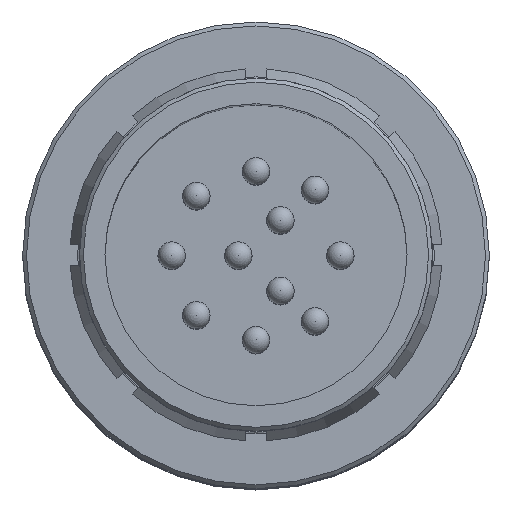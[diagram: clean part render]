
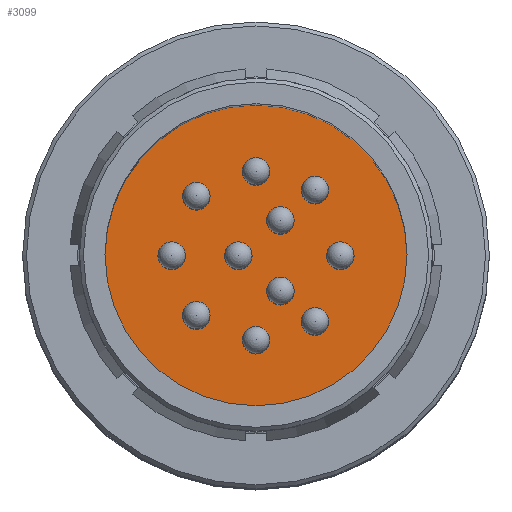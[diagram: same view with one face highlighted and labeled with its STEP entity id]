
A CAD part, top view. The second image highlights one B-rep face of the part: STEP entity #3099.
In plain terms, the highlighted planar face has unit normal (0, 0, 1).
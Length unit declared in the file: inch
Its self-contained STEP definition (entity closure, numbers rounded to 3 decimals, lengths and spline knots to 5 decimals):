
#115=FACE_BOUND('',#498,.T.);
#116=FACE_BOUND('',#499,.T.);
#117=FACE_BOUND('',#500,.T.);
#118=FACE_BOUND('',#501,.T.);
#119=FACE_BOUND('',#502,.T.);
#120=FACE_BOUND('',#503,.T.);
#121=FACE_BOUND('',#504,.T.);
#122=FACE_BOUND('',#505,.T.);
#123=FACE_BOUND('',#506,.T.);
#124=FACE_BOUND('',#507,.T.);
#125=FACE_BOUND('',#508,.T.);
#161=PLANE('',#3393);
#293=FACE_OUTER_BOUND('',#497,.T.);
#497=EDGE_LOOP('',(#2175));
#498=EDGE_LOOP('',(#2176));
#499=EDGE_LOOP('',(#2177));
#500=EDGE_LOOP('',(#2178));
#501=EDGE_LOOP('',(#2179));
#502=EDGE_LOOP('',(#2180));
#503=EDGE_LOOP('',(#2181));
#504=EDGE_LOOP('',(#2182));
#505=EDGE_LOOP('',(#2183));
#506=EDGE_LOOP('',(#2184));
#507=EDGE_LOOP('',(#2185));
#508=EDGE_LOOP('',(#2186));
#1022=CIRCLE('',#3329,0.0175);
#1026=CIRCLE('',#3335,0.0175);
#1030=CIRCLE('',#3341,0.0175);
#1034=CIRCLE('',#3347,0.0175);
#1038=CIRCLE('',#3353,0.0175);
#1042=CIRCLE('',#3359,0.0175);
#1046=CIRCLE('',#3365,0.0175);
#1050=CIRCLE('',#3371,0.0175);
#1054=CIRCLE('',#3377,0.0175);
#1058=CIRCLE('',#3383,0.0175);
#1062=CIRCLE('',#3389,0.0175);
#1064=CIRCLE('',#3392,0.1925);
#1249=VERTEX_POINT('',#4801);
#1253=VERTEX_POINT('',#4812);
#1257=VERTEX_POINT('',#4823);
#1261=VERTEX_POINT('',#4834);
#1265=VERTEX_POINT('',#4845);
#1269=VERTEX_POINT('',#4856);
#1273=VERTEX_POINT('',#4867);
#1277=VERTEX_POINT('',#4878);
#1281=VERTEX_POINT('',#4889);
#1285=VERTEX_POINT('',#4900);
#1289=VERTEX_POINT('',#4911);
#1291=VERTEX_POINT('',#4917);
#1572=EDGE_CURVE('',#1249,#1249,#1022,.T.);
#1577=EDGE_CURVE('',#1253,#1253,#1026,.T.);
#1582=EDGE_CURVE('',#1257,#1257,#1030,.T.);
#1587=EDGE_CURVE('',#1261,#1261,#1034,.T.);
#1592=EDGE_CURVE('',#1265,#1265,#1038,.T.);
#1597=EDGE_CURVE('',#1269,#1269,#1042,.T.);
#1602=EDGE_CURVE('',#1273,#1273,#1046,.T.);
#1607=EDGE_CURVE('',#1277,#1277,#1050,.T.);
#1612=EDGE_CURVE('',#1281,#1281,#1054,.T.);
#1617=EDGE_CURVE('',#1285,#1285,#1058,.T.);
#1622=EDGE_CURVE('',#1289,#1289,#1062,.T.);
#1626=EDGE_CURVE('',#1291,#1291,#1064,.T.);
#2175=ORIENTED_EDGE('',*,*,#1626,.T.);
#2176=ORIENTED_EDGE('',*,*,#1617,.F.);
#2177=ORIENTED_EDGE('',*,*,#1612,.F.);
#2178=ORIENTED_EDGE('',*,*,#1607,.F.);
#2179=ORIENTED_EDGE('',*,*,#1602,.F.);
#2180=ORIENTED_EDGE('',*,*,#1597,.F.);
#2181=ORIENTED_EDGE('',*,*,#1622,.F.);
#2182=ORIENTED_EDGE('',*,*,#1592,.F.);
#2183=ORIENTED_EDGE('',*,*,#1587,.F.);
#2184=ORIENTED_EDGE('',*,*,#1582,.F.);
#2185=ORIENTED_EDGE('',*,*,#1577,.F.);
#2186=ORIENTED_EDGE('',*,*,#1572,.F.);
#3099=ADVANCED_FACE('',(#293,#115,#116,#117,#118,#119,#120,#121,#122,#123,
#124,#125),#161,.F.);
#3329=AXIS2_PLACEMENT_3D('',#4802,#3860,#3861);
#3335=AXIS2_PLACEMENT_3D('',#4813,#3873,#3874);
#3341=AXIS2_PLACEMENT_3D('',#4824,#3886,#3887);
#3347=AXIS2_PLACEMENT_3D('',#4835,#3899,#3900);
#3353=AXIS2_PLACEMENT_3D('',#4846,#3912,#3913);
#3359=AXIS2_PLACEMENT_3D('',#4857,#3925,#3926);
#3365=AXIS2_PLACEMENT_3D('',#4868,#3938,#3939);
#3371=AXIS2_PLACEMENT_3D('',#4879,#3951,#3952);
#3377=AXIS2_PLACEMENT_3D('',#4890,#3964,#3965);
#3383=AXIS2_PLACEMENT_3D('',#4901,#3977,#3978);
#3389=AXIS2_PLACEMENT_3D('',#4912,#3990,#3991);
#3392=AXIS2_PLACEMENT_3D('',#4919,#3998,#3999);
#3393=AXIS2_PLACEMENT_3D('',#4920,#4000,#4001);
#3860=DIRECTION('center_axis',(0.,0.,1.));
#3861=DIRECTION('ref_axis',(-1.,0.,0.));
#3873=DIRECTION('center_axis',(0.,0.,1.));
#3874=DIRECTION('ref_axis',(-1.,0.,0.));
#3886=DIRECTION('center_axis',(0.,0.,1.));
#3887=DIRECTION('ref_axis',(-1.,0.,0.));
#3899=DIRECTION('center_axis',(0.,0.,1.));
#3900=DIRECTION('ref_axis',(-1.,0.,0.));
#3912=DIRECTION('center_axis',(0.,0.,1.));
#3913=DIRECTION('ref_axis',(-1.,0.,0.));
#3925=DIRECTION('center_axis',(0.,0.,1.));
#3926=DIRECTION('ref_axis',(-1.,0.,0.));
#3938=DIRECTION('center_axis',(0.,0.,1.));
#3939=DIRECTION('ref_axis',(-1.,0.,0.));
#3951=DIRECTION('center_axis',(0.,0.,1.));
#3952=DIRECTION('ref_axis',(-1.,0.,0.));
#3964=DIRECTION('center_axis',(0.,0.,1.));
#3965=DIRECTION('ref_axis',(-1.,0.,0.));
#3977=DIRECTION('center_axis',(0.,0.,1.));
#3978=DIRECTION('ref_axis',(-1.,0.,0.));
#3990=DIRECTION('center_axis',(0.,0.,1.));
#3991=DIRECTION('ref_axis',(-1.,0.,0.));
#3998=DIRECTION('center_axis',(0.,0.,1.));
#3999=DIRECTION('ref_axis',(-1.,0.,0.));
#4000=DIRECTION('center_axis',(0.,0.,-1.));
#4001=DIRECTION('ref_axis',(-1.,0.,0.));
#4801=CARTESIAN_POINT('',(0.125,0.,-0.4675));
#4802=CARTESIAN_POINT('Origin',(0.1075,0.,-0.4675));
#4812=CARTESIAN_POINT('',(-0.09,0.,-0.4675));
#4813=CARTESIAN_POINT('Origin',(-0.1075,0.,-0.4675));
#4823=CARTESIAN_POINT('',(-0.05851,-0.07601,-0.4675));
#4824=CARTESIAN_POINT('Origin',(-0.07601,-0.07601,
-0.4675));
#4834=CARTESIAN_POINT('',(0.0175,-0.1075,-0.4675));
#4835=CARTESIAN_POINT('Origin',(0.,-0.1075,-0.4675));
#4845=CARTESIAN_POINT('',(-0.05851,0.07601,-0.4675));
#4846=CARTESIAN_POINT('Origin',(-0.07601,0.07601,
-0.4675));
#4856=CARTESIAN_POINT('',(0.09271,0.08377,-0.4675));
#4857=CARTESIAN_POINT('Origin',(0.07521,0.08377,-0.4675));
#4867=CARTESIAN_POINT('',(0.09271,-0.08377,-0.4675));
#4868=CARTESIAN_POINT('Origin',(0.07521,-0.08377,
-0.4675));
#4878=CARTESIAN_POINT('',(0.04862,0.045,-0.4675));
#4879=CARTESIAN_POINT('Origin',(0.03112,0.045,-0.4675));
#4889=CARTESIAN_POINT('',(0.04862,-0.045,-0.4675));
#4890=CARTESIAN_POINT('Origin',(0.03112,-0.045,-0.4675));
#4900=CARTESIAN_POINT('',(-0.005,0.,-0.4675));
#4901=CARTESIAN_POINT('Origin',(-0.0225,0.,-0.4675));
#4911=CARTESIAN_POINT('',(0.0175,0.1075,-0.4675));
#4912=CARTESIAN_POINT('Origin',(0.,0.1075,-0.4675));
#4917=CARTESIAN_POINT('',(0.1925,0.,-0.4675));
#4919=CARTESIAN_POINT('Origin',(0.,0.,-0.4675));
#4920=CARTESIAN_POINT('Origin',(0.,0.,-0.4675));
